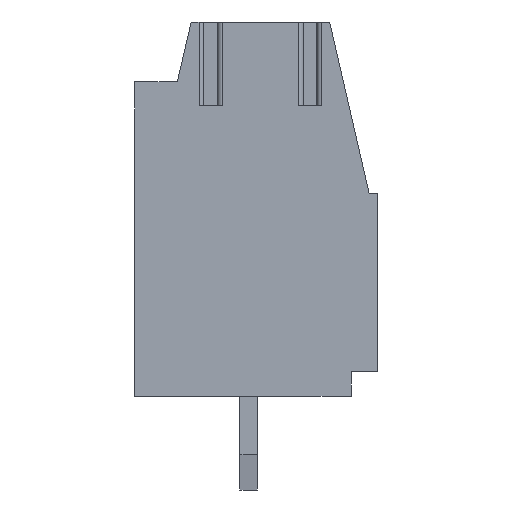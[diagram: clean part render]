
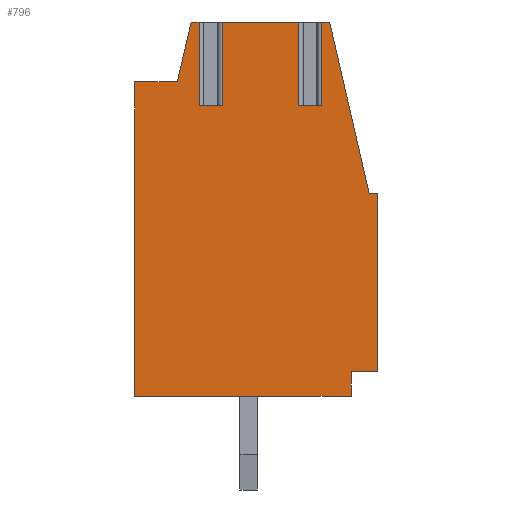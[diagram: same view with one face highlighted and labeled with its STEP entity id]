
A CAD part, left-side view. The second image highlights one B-rep face of the part: STEP entity #796.
In plain terms, the highlighted planar face has unit normal (-1, 0, 0).
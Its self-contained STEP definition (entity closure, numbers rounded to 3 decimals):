
#664=AXIS2_PLACEMENT_3D('Plane Axis2P3D',#661,#662,#663) ;
#518=CARTESIAN_POINT('Vertex',(0.,6.84,13.95)) ;
#521=CARTESIAN_POINT('Line Origine',(0.,6.603,14.975)) ;
#525=CARTESIAN_POINT('Vertex',(0.,6.367,16.)) ;
#646=CARTESIAN_POINT('Vertex',(0.,8.3,13.95)) ;
#649=CARTESIAN_POINT('Line Origine',(0.,7.57,13.95)) ;
#661=CARTESIAN_POINT('Axis2P3D Location',(0.,0.,0.)) ;
#666=CARTESIAN_POINT('Line Origine',(0.,4.,16.)) ;
#670=CARTESIAN_POINT('Vertex',(0.,2.695,16.)) ;
#672=CARTESIAN_POINT('Vertex',(0.,5.305,16.)) ;
#675=CARTESIAN_POINT('Line Origine',(0.,5.305,14.575)) ;
#679=CARTESIAN_POINT('Vertex',(0.,5.305,13.15)) ;
#682=CARTESIAN_POINT('Line Origine',(0.,5.7,13.15)) ;
#686=CARTESIAN_POINT('Vertex',(0.,6.095,13.15)) ;
#689=CARTESIAN_POINT('Line Origine',(0.,6.095,14.575)) ;
#693=CARTESIAN_POINT('Vertex',(0.,6.095,16.)) ;
#696=CARTESIAN_POINT('Line Origine',(0.,6.231,16.)) ;
#701=CARTESIAN_POINT('Line Origine',(0.,8.3,8.575)) ;
#705=CARTESIAN_POINT('Vertex',(0.,8.3,3.2)) ;
#708=CARTESIAN_POINT('Line Origine',(0.,4.6,3.2)) ;
#712=CARTESIAN_POINT('Vertex',(0.,0.9,3.2)) ;
#715=CARTESIAN_POINT('Line Origine',(0.,0.9,3.625)) ;
#719=CARTESIAN_POINT('Vertex',(0.,0.9,4.05)) ;
#722=CARTESIAN_POINT('Line Origine',(0.,0.45,4.05)) ;
#726=CARTESIAN_POINT('Vertex',(0.,0.,4.05)) ;
#729=CARTESIAN_POINT('Line Origine',(0.,0.,7.1)) ;
#733=CARTESIAN_POINT('Vertex',(0.,0.,10.15)) ;
#736=CARTESIAN_POINT('Line Origine',(0.,0.14,10.15)) ;
#740=CARTESIAN_POINT('Vertex',(0.,0.28,10.15)) ;
#743=CARTESIAN_POINT('Line Origine',(0.,0.955,13.075)) ;
#747=CARTESIAN_POINT('Vertex',(0.,1.631,16.)) ;
#750=CARTESIAN_POINT('Line Origine',(0.,1.768,16.)) ;
#754=CARTESIAN_POINT('Vertex',(0.,1.905,16.)) ;
#757=CARTESIAN_POINT('Line Origine',(0.,1.905,14.575)) ;
#761=CARTESIAN_POINT('Vertex',(0.,1.905,13.15)) ;
#764=CARTESIAN_POINT('Line Origine',(0.,2.3,13.15)) ;
#768=CARTESIAN_POINT('Vertex',(0.,2.695,13.15)) ;
#771=CARTESIAN_POINT('Line Origine',(0.,2.695,14.575)) ;
#522=DIRECTION('Vector Direction',(0.,-0.225,0.974)) ;
#650=DIRECTION('Vector Direction',(0.,-1.,0.)) ;
#662=DIRECTION('Axis2P3D Direction',(-1.,0.,0.)) ;
#663=DIRECTION('Axis2P3D XDirection',(0.,0.,1.)) ;
#667=DIRECTION('Vector Direction',(0.,-1.,0.)) ;
#676=DIRECTION('Vector Direction',(0.,0.,-1.)) ;
#683=DIRECTION('Vector Direction',(0.,-1.,0.)) ;
#690=DIRECTION('Vector Direction',(0.,0.,-1.)) ;
#697=DIRECTION('Vector Direction',(0.,-1.,0.)) ;
#702=DIRECTION('Vector Direction',(0.,0.,1.)) ;
#709=DIRECTION('Vector Direction',(0.,1.,0.)) ;
#716=DIRECTION('Vector Direction',(0.,0.,-1.)) ;
#723=DIRECTION('Vector Direction',(0.,1.,0.)) ;
#730=DIRECTION('Vector Direction',(0.,0.,-1.)) ;
#737=DIRECTION('Vector Direction',(0.,-1.,0.)) ;
#744=DIRECTION('Vector Direction',(0.,-0.225,-0.974)) ;
#751=DIRECTION('Vector Direction',(0.,-1.,0.)) ;
#758=DIRECTION('Vector Direction',(0.,0.,-1.)) ;
#765=DIRECTION('Vector Direction',(0.,1.,0.)) ;
#772=DIRECTION('Vector Direction',(0.,0.,-1.)) ;
#523=VECTOR('Line Direction',#522,1.) ;
#651=VECTOR('Line Direction',#650,1.) ;
#668=VECTOR('Line Direction',#667,1.) ;
#677=VECTOR('Line Direction',#676,1.) ;
#684=VECTOR('Line Direction',#683,1.) ;
#691=VECTOR('Line Direction',#690,1.) ;
#698=VECTOR('Line Direction',#697,1.) ;
#703=VECTOR('Line Direction',#702,1.) ;
#710=VECTOR('Line Direction',#709,1.) ;
#717=VECTOR('Line Direction',#716,1.) ;
#724=VECTOR('Line Direction',#723,1.) ;
#731=VECTOR('Line Direction',#730,1.) ;
#738=VECTOR('Line Direction',#737,1.) ;
#745=VECTOR('Line Direction',#744,1.) ;
#752=VECTOR('Line Direction',#751,1.) ;
#759=VECTOR('Line Direction',#758,1.) ;
#766=VECTOR('Line Direction',#765,1.) ;
#773=VECTOR('Line Direction',#772,1.) ;
#777=ORIENTED_EDGE('',*,*,#674,.T.) ;
#778=ORIENTED_EDGE('',*,*,#681,.T.) ;
#779=ORIENTED_EDGE('',*,*,#688,.F.) ;
#780=ORIENTED_EDGE('',*,*,#695,.F.) ;
#781=ORIENTED_EDGE('',*,*,#700,.T.) ;
#782=ORIENTED_EDGE('',*,*,#527,.T.) ;
#783=ORIENTED_EDGE('',*,*,#653,.T.) ;
#784=ORIENTED_EDGE('',*,*,#707,.T.) ;
#785=ORIENTED_EDGE('',*,*,#714,.T.) ;
#786=ORIENTED_EDGE('',*,*,#721,.T.) ;
#787=ORIENTED_EDGE('',*,*,#728,.T.) ;
#788=ORIENTED_EDGE('',*,*,#735,.T.) ;
#789=ORIENTED_EDGE('',*,*,#742,.T.) ;
#790=ORIENTED_EDGE('',*,*,#749,.T.) ;
#791=ORIENTED_EDGE('',*,*,#756,.T.) ;
#792=ORIENTED_EDGE('',*,*,#763,.T.) ;
#793=ORIENTED_EDGE('',*,*,#770,.F.) ;
#794=ORIENTED_EDGE('',*,*,#775,.F.) ;
#796=ADVANCED_FACE('HOUSING',(#795),#665,.T.) ;
#527=EDGE_CURVE('',#526,#519,#524,.F.) ;
#653=EDGE_CURVE('',#519,#647,#652,.F.) ;
#674=EDGE_CURVE('',#671,#673,#669,.F.) ;
#681=EDGE_CURVE('',#673,#680,#678,.T.) ;
#688=EDGE_CURVE('',#687,#680,#685,.T.) ;
#695=EDGE_CURVE('',#694,#687,#692,.T.) ;
#700=EDGE_CURVE('',#694,#526,#699,.F.) ;
#707=EDGE_CURVE('',#647,#706,#704,.F.) ;
#714=EDGE_CURVE('',#706,#713,#711,.F.) ;
#721=EDGE_CURVE('',#713,#720,#718,.F.) ;
#728=EDGE_CURVE('',#720,#727,#725,.F.) ;
#735=EDGE_CURVE('',#727,#734,#732,.F.) ;
#742=EDGE_CURVE('',#734,#741,#739,.F.) ;
#749=EDGE_CURVE('',#741,#748,#746,.F.) ;
#756=EDGE_CURVE('',#748,#755,#753,.F.) ;
#763=EDGE_CURVE('',#755,#762,#760,.T.) ;
#770=EDGE_CURVE('',#769,#762,#767,.F.) ;
#775=EDGE_CURVE('',#671,#769,#774,.T.) ;
#776=EDGE_LOOP('',(#777,#778,#779,#780,#781,#782,#783,#784,#785,#786,#787,#788,#789,#790,#791,#792,#793,#794)) ;
#795=FACE_OUTER_BOUND('',#776,.T.) ;
#524=LINE('Line',#521,#523) ;
#652=LINE('Line',#649,#651) ;
#669=LINE('Line',#666,#668) ;
#678=LINE('Line',#675,#677) ;
#685=LINE('Line',#682,#684) ;
#692=LINE('Line',#689,#691) ;
#699=LINE('Line',#696,#698) ;
#704=LINE('Line',#701,#703) ;
#711=LINE('Line',#708,#710) ;
#718=LINE('Line',#715,#717) ;
#725=LINE('Line',#722,#724) ;
#732=LINE('Line',#729,#731) ;
#739=LINE('Line',#736,#738) ;
#746=LINE('Line',#743,#745) ;
#753=LINE('Line',#750,#752) ;
#760=LINE('Line',#757,#759) ;
#767=LINE('Line',#764,#766) ;
#774=LINE('Line',#771,#773) ;
#665=PLANE('',#664) ;
#519=VERTEX_POINT('',#518) ;
#526=VERTEX_POINT('',#525) ;
#647=VERTEX_POINT('',#646) ;
#671=VERTEX_POINT('',#670) ;
#673=VERTEX_POINT('',#672) ;
#680=VERTEX_POINT('',#679) ;
#687=VERTEX_POINT('',#686) ;
#694=VERTEX_POINT('',#693) ;
#706=VERTEX_POINT('',#705) ;
#713=VERTEX_POINT('',#712) ;
#720=VERTEX_POINT('',#719) ;
#727=VERTEX_POINT('',#726) ;
#734=VERTEX_POINT('',#733) ;
#741=VERTEX_POINT('',#740) ;
#748=VERTEX_POINT('',#747) ;
#755=VERTEX_POINT('',#754) ;
#762=VERTEX_POINT('',#761) ;
#769=VERTEX_POINT('',#768) ;
